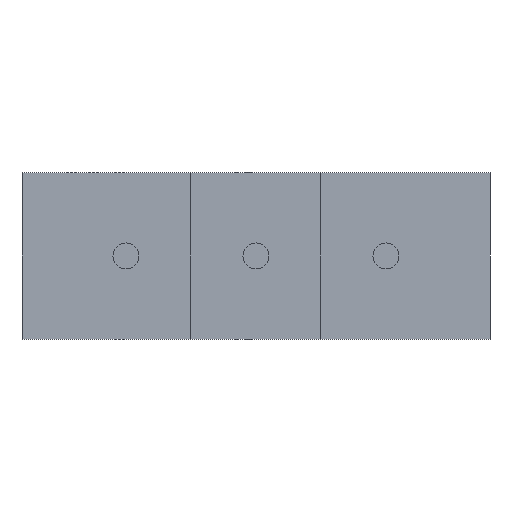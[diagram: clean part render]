
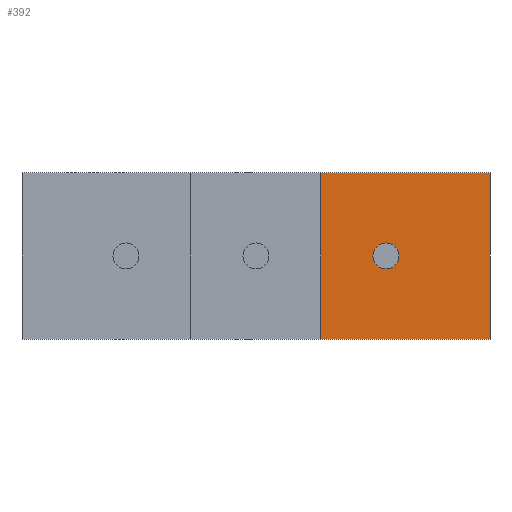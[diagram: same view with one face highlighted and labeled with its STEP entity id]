
A CAD part, front view. The second image highlights one B-rep face of the part: STEP entity #392.
In plain terms, the highlighted planar face has unit normal (0, -1, 0).
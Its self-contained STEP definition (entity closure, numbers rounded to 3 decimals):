
#25=DIRECTION('',(1.,0.,0.));
#26=VECTOR('',#25,3.25);
#27=CARTESIAN_POINT('',(1.25,-4.003,-1.6));
#28=LINE('',#27,#26);
#61=DIRECTION('',(0.,0.,1.));
#62=VECTOR('',#61,3.2);
#63=CARTESIAN_POINT('',(4.5,-4.003,-1.6));
#64=LINE('',#63,#62);
#69=DIRECTION('',(0.,0.,1.));
#70=VECTOR('',#69,3.2);
#71=CARTESIAN_POINT('',(1.25,-4.003,-1.6));
#72=LINE('',#71,#70);
#73=CARTESIAN_POINT('',(2.5,-4.003,0.));
#74=DIRECTION('',(0.,-1.,0.));
#75=DIRECTION('',(-1.,0.,0.));
#76=AXIS2_PLACEMENT_3D('',#73,#74,#75);
#78=CARTESIAN_POINT('',(2.5,-4.003,0.));
#79=DIRECTION('',(0.,-1.,0.));
#80=DIRECTION('',(1.,0.,0.));
#81=AXIS2_PLACEMENT_3D('',#78,#79,#80);
#135=DIRECTION('',(1.,0.,0.));
#136=VECTOR('',#135,3.25);
#137=CARTESIAN_POINT('',(1.25,-4.003,1.6));
#138=LINE('',#137,#136);
#231=CARTESIAN_POINT('',(4.5,-4.003,-1.6));
#232=VERTEX_POINT('',#231);
#235=CARTESIAN_POINT('',(4.5,-4.003,1.6));
#236=VERTEX_POINT('',#235);
#243=CARTESIAN_POINT('',(1.25,-4.003,-1.6));
#244=VERTEX_POINT('',#243);
#251=CARTESIAN_POINT('',(1.25,-4.003,1.6));
#252=VERTEX_POINT('',#251);
#273=CARTESIAN_POINT('',(2.25,-4.003,0.));
#274=CARTESIAN_POINT('',(2.75,-4.003,0.));
#275=VERTEX_POINT('',#273);
#276=VERTEX_POINT('',#274);
#373=CARTESIAN_POINT('',(1.25,-4.003,-1.6));
#374=DIRECTION('',(0.,-1.,0.));
#375=DIRECTION('',(1.,0.,0.));
#376=AXIS2_PLACEMENT_3D('',#373,#374,#375);
#377=PLANE('',#376);
#378=ORIENTED_EDGE('',*,*,#294,.F.);
#380=ORIENTED_EDGE('',*,*,#379,.T.);
#382=ORIENTED_EDGE('',*,*,#381,.T.);
#383=ORIENTED_EDGE('',*,*,#365,.F.);
#384=EDGE_LOOP('',(#378,#380,#382,#383));
#385=FACE_OUTER_BOUND('',#384,.F.);
#387=ORIENTED_EDGE('',*,*,#386,.T.);
#389=ORIENTED_EDGE('',*,*,#388,.T.);
#390=EDGE_LOOP('',(#387,#389));
#391=FACE_BOUND('',#390,.F.);
#77=CIRCLE('',#76,0.25);
#82=CIRCLE('',#81,0.25);
#294=EDGE_CURVE('',#244,#232,#28,.T.);
#365=EDGE_CURVE('',#232,#236,#64,.T.);
#379=EDGE_CURVE('',#244,#252,#72,.T.);
#381=EDGE_CURVE('',#252,#236,#138,.T.);
#386=EDGE_CURVE('',#275,#276,#77,.T.);
#388=EDGE_CURVE('',#276,#275,#82,.T.);
#392=ADVANCED_FACE('',(#385,#391),#377,.T.);
